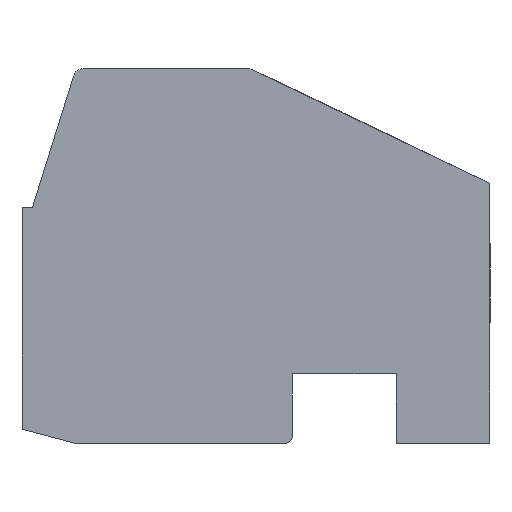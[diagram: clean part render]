
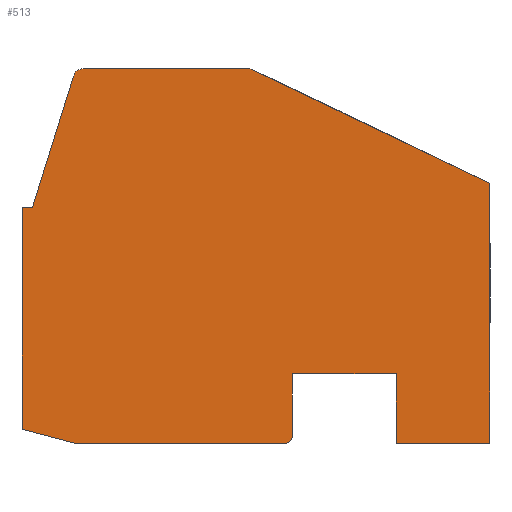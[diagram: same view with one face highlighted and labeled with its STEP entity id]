
A CAD part, left-side view. The second image highlights one B-rep face of the part: STEP entity #513.
In plain terms, the highlighted planar face has unit normal (-1, 0, 0).
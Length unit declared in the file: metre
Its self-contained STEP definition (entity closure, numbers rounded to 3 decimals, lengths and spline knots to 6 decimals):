
#513=ADVANCED_FACE('',(#1060),#1061,.F.);
#1060=FACE_OUTER_BOUND('',#1609,.T.);
#1061=PLANE('',#1610);
#1609=EDGE_LOOP('',(#3049,#3050,#3051,#3052,#3053,#3054,#3055,#3056,#3057,#3058,#3059,#3060,#3061,#3062,#3063));
#1610=AXIS2_PLACEMENT_3D('',#3064,#3065,#3066);
#3049=ORIENTED_EDGE('',*,*,#3704,.F.);
#3050=ORIENTED_EDGE('',*,*,#3677,.F.);
#3051=ORIENTED_EDGE('',*,*,#3512,.F.);
#3052=ORIENTED_EDGE('',*,*,#3645,.F.);
#3053=ORIENTED_EDGE('',*,*,#3299,.F.);
#3054=ORIENTED_EDGE('',*,*,#3597,.F.);
#3055=ORIENTED_EDGE('',*,*,#3393,.F.);
#3056=ORIENTED_EDGE('',*,*,#3548,.F.);
#3057=ORIENTED_EDGE('',*,*,#3422,.F.);
#3058=ORIENTED_EDGE('',*,*,#3534,.F.);
#3059=ORIENTED_EDGE('',*,*,#3660,.F.);
#3060=ORIENTED_EDGE('',*,*,#3705,.F.);
#3061=ORIENTED_EDGE('',*,*,#3470,.F.);
#3062=ORIENTED_EDGE('',*,*,#3625,.F.);
#3063=ORIENTED_EDGE('',*,*,#3287,.F.);
#3064=CARTESIAN_POINT('',(0.005,0.,0.0197));
#3065=DIRECTION('',(1.0,0.,0.));
#3066=DIRECTION('',(0.0,0.,1.0));
#3287=EDGE_CURVE('',#3973,#3976,#3977,.T.);
#3299=EDGE_CURVE('',#3994,#3995,#3996,.T.);
#3393=EDGE_CURVE('',#4150,#4153,#4154,.T.);
#3422=EDGE_CURVE('',#4193,#4196,#4197,.T.);
#3470=EDGE_CURVE('',#4264,#4267,#4268,.T.);
#3512=EDGE_CURVE('',#4321,#4324,#4325,.T.);
#3534=EDGE_CURVE('',#4352,#4193,#4355,.T.);
#3548=EDGE_CURVE('',#4196,#4150,#4374,.T.);
#3597=EDGE_CURVE('',#4153,#3994,#4434,.T.);
#3625=EDGE_CURVE('',#3976,#4264,#4468,.T.);
#3645=EDGE_CURVE('',#3995,#4321,#4493,.T.);
#3660=EDGE_CURVE('',#4508,#4352,#4511,.T.);
#3677=EDGE_CURVE('',#4324,#4529,#4530,.T.);
#3704=EDGE_CURVE('',#4529,#3973,#4557,.T.);
#3705=EDGE_CURVE('',#4267,#4508,#4558,.T.);
#3973=VERTEX_POINT('',#4945);
#3976=VERTEX_POINT('',#4949);
#3977=LINE('',#4950,#4951);
#3994=VERTEX_POINT('',#4974);
#3995=VERTEX_POINT('',#4975);
#3996=LINE('',#4976,#4977);
#4150=VERTEX_POINT('',#5199);
#4153=VERTEX_POINT('',#5203);
#4154=LINE('',#5204,#5205);
#4193=VERTEX_POINT('',#5260);
#4196=VERTEX_POINT('',#5264);
#4197=LINE('',#5265,#5266);
#4264=VERTEX_POINT('',#5368);
#4267=VERTEX_POINT('',#5372);
#4268=LINE('',#5373,#5374);
#4321=VERTEX_POINT('',#5451);
#4324=VERTEX_POINT('',#5455);
#4325=LINE('',#5456,#5457);
#4352=VERTEX_POINT('',#5496);
#4355=LINE('',#5500,#5501);
#4374=CIRCLE('',#5526,0.0003);
#4434=CIRCLE('',#5613,0.0003);
#4468=CIRCLE('',#5653,0.0002);
#4493=LINE('',#5689,#5690);
#4508=VERTEX_POINT('',#5714);
#4511=LINE('',#5718,#5719);
#4529=VERTEX_POINT('',#5745);
#4530=LINE('',#5746,#5747);
#4557=LINE('',#5782,#5783);
#4558=LINE('',#5784,#5785);
#4945=CARTESIAN_POINT('',(0.005,-0.006029,0.0112));
#4949=CARTESIAN_POINT('',(0.005,-0.006029,0.0094));
#4950=CARTESIAN_POINT('',(0.005,-0.006029,0.0094));
#4951=VECTOR('',#5977,1.0);
#4974=CARTESIAN_POINT('',(0.005,-0.004891,0.019971));
#4975=CARTESIAN_POINT('',(0.005,-0.011729,0.0167));
#4976=CARTESIAN_POINT('',(0.005,-0.011729,0.0167));
#4977=VECTOR('',#5990,1.0);
#5199=CARTESIAN_POINT('',(0.005,0.,0.02));
#5203=CARTESIAN_POINT('',(0.005,-0.004761,0.02));
#5204=CARTESIAN_POINT('',(0.005,-0.004761,0.02));
#5205=VECTOR('',#6095,1.0);
#5260=CARTESIAN_POINT('',(0.005,0.001471,0.016));
#5264=CARTESIAN_POINT('',(0.005,0.000286,0.019789));
#5265=CARTESIAN_POINT('',(0.005,0.000286,0.019789));
#5266=VECTOR('',#6125,1.0);
#5368=CARTESIAN_POINT('',(0.005,-0.005829,0.0092));
#5372=CARTESIAN_POINT('',(0.005,0.000271,0.0092));
#5373=CARTESIAN_POINT('',(0.005,0.000271,0.0092));
#5374=VECTOR('',#6181,1.0);
#5451=CARTESIAN_POINT('',(0.005,-0.011729,0.0092));
#5455=CARTESIAN_POINT('',(0.005,-0.009029,0.0092));
#5456=CARTESIAN_POINT('',(0.005,-0.009029,0.0092));
#5457=VECTOR('',#6219,1.0);
#5496=CARTESIAN_POINT('',(0.005,0.001771,0.016));
#5500=CARTESIAN_POINT('',(0.005,0.001471,0.016));
#5501=VECTOR('',#6236,1.0);
#5526=AXIS2_PLACEMENT_3D('',#6249,#6250,#6251);
#5613=AXIS2_PLACEMENT_3D('',#6294,#6295,#6296);
#5653=AXIS2_PLACEMENT_3D('',#6330,#6331,#6332);
#5689=CARTESIAN_POINT('',(0.005,-0.011729,0.0092));
#5690=VECTOR('',#6347,1.0);
#5714=CARTESIAN_POINT('',(0.005,0.001771,0.009602));
#5718=CARTESIAN_POINT('',(0.005,0.001771,0.016));
#5719=VECTOR('',#6358,1.0);
#5745=CARTESIAN_POINT('',(0.005,-0.009029,0.0112));
#5746=CARTESIAN_POINT('',(0.005,-0.009029,0.0112));
#5747=VECTOR('',#6367,1.0);
#5782=CARTESIAN_POINT('',(0.005,-0.006029,0.0112));
#5783=VECTOR('',#6376,1.0);
#5784=CARTESIAN_POINT('',(0.005,0.001771,0.009602));
#5785=VECTOR('',#6377,1.0);
#5977=DIRECTION('',(0.,0.,-1.0));
#5990=DIRECTION('',(0.,-0.902,-0.431));
#6095=DIRECTION('',(0.,-1.0,0.));
#6125=DIRECTION('',(0.,-0.298,0.954));
#6181=DIRECTION('',(0.,1.0,0.));
#6219=DIRECTION('',(0.,1.0,0.));
#6236=DIRECTION('',(0.,-1.0,0.));
#6249=CARTESIAN_POINT('',(0.005,0.,0.0197));
#6250=DIRECTION('',(1.0,0.,0.));
#6251=DIRECTION('',(0.,-0.592,-0.806));
#6294=CARTESIAN_POINT('',(0.005,-0.004761,0.0197));
#6295=DIRECTION('',(1.0,0.,0.));
#6296=DIRECTION('',(0.,0.221,-0.975));
#6330=CARTESIAN_POINT('',(0.005,-0.005829,0.0094));
#6331=DIRECTION('',(1.0,0.,0.));
#6332=DIRECTION('',(0.,0.707,0.707));
#6347=DIRECTION('',(0.0,0.,-1.0));
#6358=DIRECTION('',(0.,0.,1.0));
#6367=DIRECTION('',(0.0,0.,1.0));
#6376=DIRECTION('',(0.,1.0,0.));
#6377=DIRECTION('',(0.,0.966,0.259));
